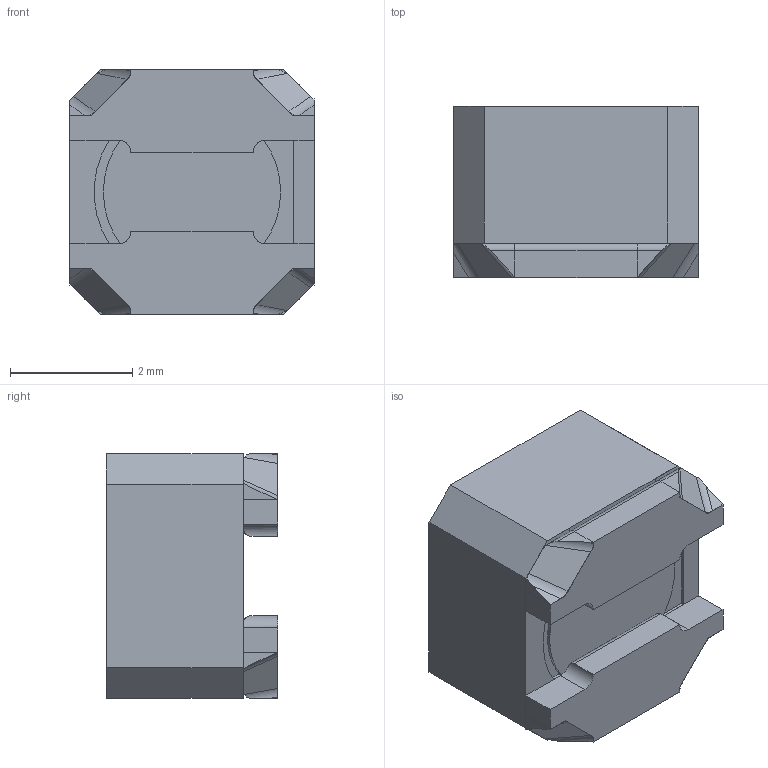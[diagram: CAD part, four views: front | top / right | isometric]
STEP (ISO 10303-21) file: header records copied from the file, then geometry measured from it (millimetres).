
FILE_DESCRIPTION (( 'STEP AP214' ), '1' );
FILE_NAME ('VLCF4028T-100M1R0-2.STEP', '2022-09-27T14:08:19', ( '' ), ( '' ), 'SwSTEP 2.0', 'SolidWorks 2017', '' );
FILE_SCHEMA (( 'AUTOMOTIVE_DESIGN' ));
Length unit declared in the file: millimetre
Products named in the file (1): VLCF4028T-100M1R0-2
Bounding box: 4 x 2.8 x 4 mm (x, y, z)
Volume: 39.5 mm3; surface area: 101.1 mm2
Topology: 8 solids, 8 shells, 144 faces, 347 edges, 224 vertices
Faces by surface type: plane 106, cylinder 38
Entity records: 4280 total; most frequent: CARTESIAN_POINT 872, ORIENTED_EDGE 694, DIRECTION 653, EDGE_CURVE 347, LINE 259, VECTOR 259, VERTEX_POINT 224, AXIS2_PLACEMENT_3D 197
